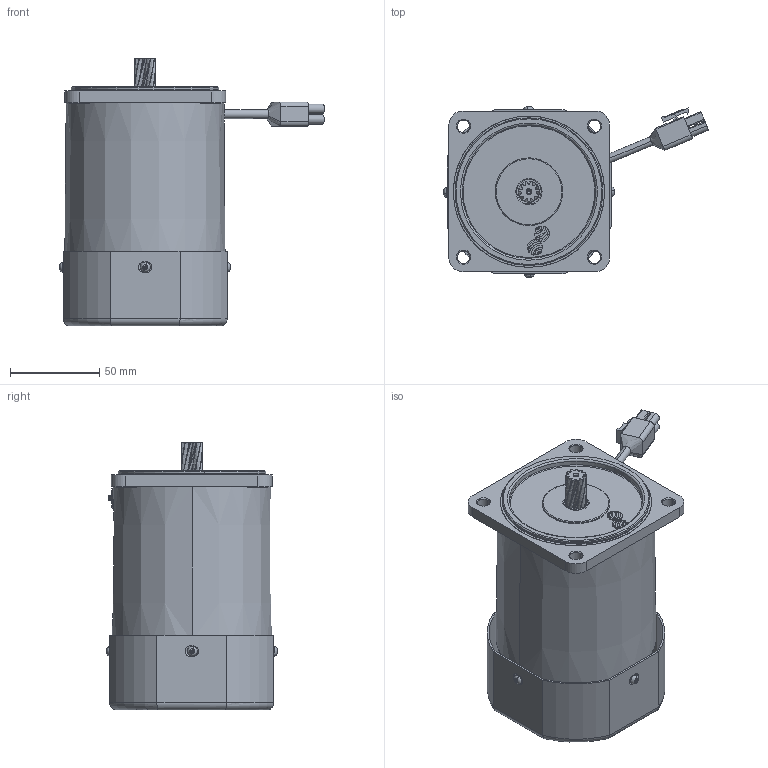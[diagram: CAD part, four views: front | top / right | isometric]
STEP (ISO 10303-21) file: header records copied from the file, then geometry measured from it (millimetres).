
FILE_DESCRIPTION (( 'STEP AP203' ), '1' );
FILE_NAME ('(夹非珇)M560-6〖〖(5C〖85〖1000Z0).STEP', '2017-11-17T03:06:02', ( '' ), ( '' ), 'SwSTEP 2.0', 'SolidWorks 2010', '' );
FILE_SCHEMA (( 'CONFIG_CONTROL_DESIGN' ));
Length unit declared in the file: millimetre
Products named in the file (12): 風扇蓋FC-9042-33; 油封10x26x5; 公端子; 發電機; (夹非珇)M560-6〖〖(5C〖85〖1000Z0); M560-R-F; 上蓋 C583-30; 丸頭十字螺絲M3x6_B18.6.7M - M3 x 0.5 x 8 Type I Cross Recessed PHMS --8C; 線扣; 線和頭_60W; 線_60W; 60GX
Assembly tree (14 placements, depth 3):
  (夹非珇)M560-6〖〖(5C〖85〖1000Z0)
    風扇蓋FC-9042-33
    發電機
    油封10x26x5
    上蓋 C583-30
    丸頭十字螺絲M3x6_B18.6.7M - M3 x 0.5 x 8 Type I Cross Recessed PHMS --8C  x4
    線和頭_60W
      線_60W
      公端子
    60GX
    M560-R-F
    線扣
Bounding box: 148.74 x 95.89 x 150.5 mm (x, y, z)
Volume: 741012.8 mm3; surface area: 118079.7 mm2
Topology: 13 solids, 14 shells, 911 faces, 2364 edges, 1524 vertices
Faces by surface type: cylinder 425, plane 293, torus 91, cone 47, bspline 43, sphere 12
Entity records: 42515 total; most frequent: CARTESIAN_POINT 20744, DIRECTION 4442, ORIENTED_EDGE 4264, EDGE_CURVE 2132, AXIS2_PLACEMENT_3D 1783, VERTEX_POINT 1380, CIRCLE 984, EDGE_LOOP 946
